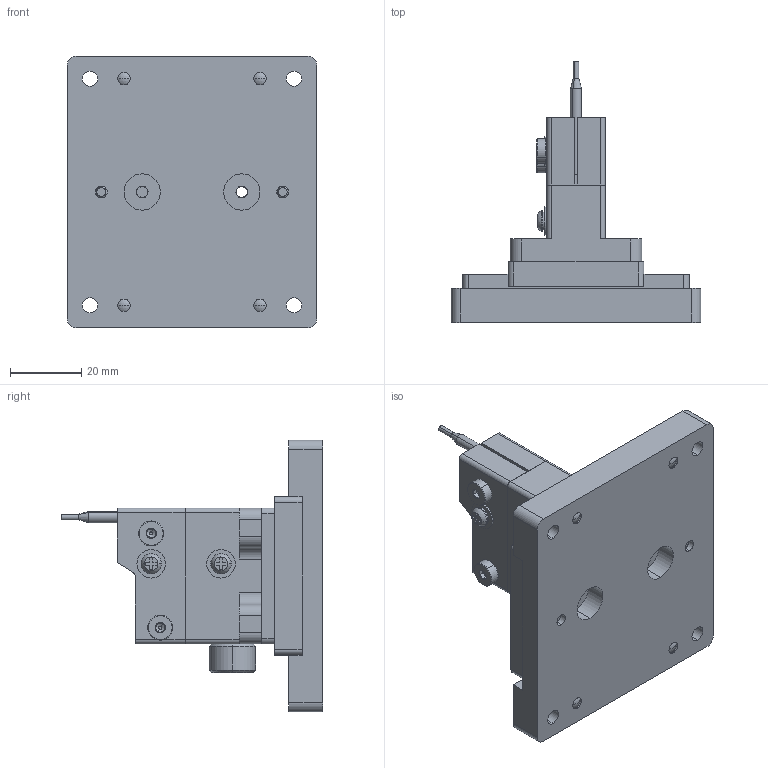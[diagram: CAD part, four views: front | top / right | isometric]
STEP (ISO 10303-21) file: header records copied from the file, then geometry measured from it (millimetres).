
FILE_DESCRIPTION (( 'STEP AP214' ), '1' );
FILE_NAME ('10-336-01.STEP', '2015-03-02T17:40:47', ( 'USER-PC' ), ( '' ), 'SwSTEP 2.0', 'SolidWorks 2014', '' );
FILE_SCHEMA (( 'AUTOMOTIVE_DESIGN' ));
Length unit declared in the file: inch
Products named in the file (1): 10-336-01
Bounding box: 69.85 x 73.16 x 76.2 mm (x, y, z)
Surface area: 34448.5 mm2 (no closed solid volume)
Topology: 0 solids, 33 shells, 531 faces, 1424 edges, 914 vertices
Faces by surface type: plane 230, cone 155, cylinder 130, sphere 12, torus 4
Entity records: 24154 total; most frequent: CARTESIAN_POINT 4075, DIRECTION 2859, ORIENTED_EDGE 2451, EDGE_CURVE 1416, AXIS2_PLACEMENT_3D 1092, VERTEX_POINT 914, LINE 675, VECTOR 675
